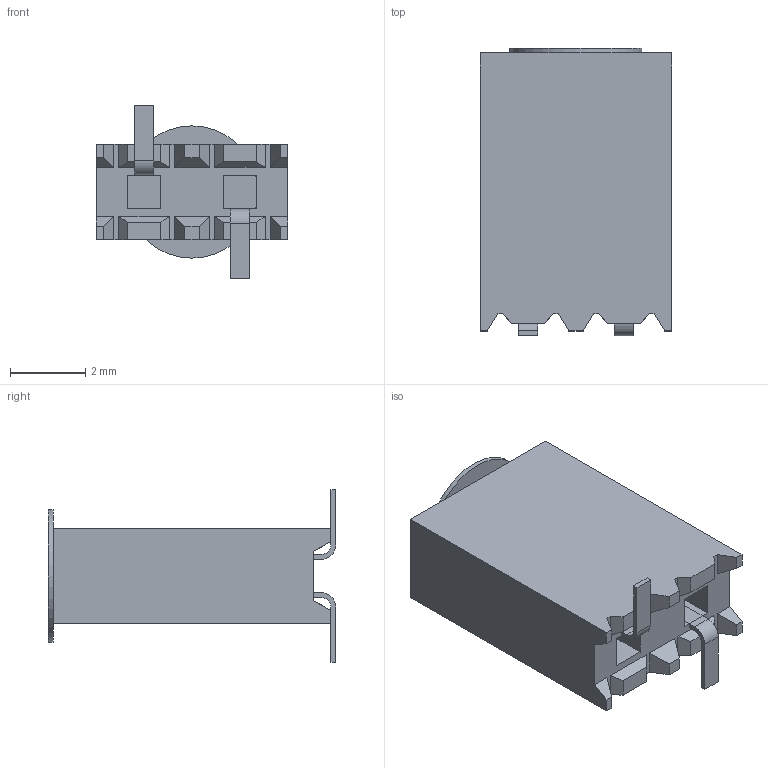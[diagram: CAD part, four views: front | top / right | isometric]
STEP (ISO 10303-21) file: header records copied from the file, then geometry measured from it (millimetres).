
FILE_DESCRIPTION(/* description */ ('STEP AP214'),/* implementation_level */ '2;1');
FILE_NAME(/* name */ 'SSM-102-L-SV-K-TR',/* time_stamp */ '2024-09-26T14:56:12+02:00',/* author */ ('License CC BY-ND 4.0'),/* organization */ ('CADENAS'),/* preprocessor_version */ 'ST-DEVELOPER v19.3',/* originating_system */ 'PARTsolutions',/* authorisation */ ' ');
FILE_SCHEMA (('AUTOMOTIVE_DESIGN {1 0 10303 214 3 1 1}'));
Length unit declared in the file: inch
Products named in the file (4): SSM-102-L-SV-K-TR; SSM-102-L-SV-K-TR_body; C-95-02-L2; SSM-102-SV-KPAD
Assembly tree (3 placements, depth 2):
  SSM-102-L-SV-K-TR
    SSM-102-L-SV-K-TR_body
    C-95-02-L2
    SSM-102-SV-KPAD
Bounding box: 5.08 x 7.62 x 4.57 mm (x, y, z)
Volume: 80.4 mm3; surface area: 222.6 mm2
Topology: 3 solids, 3 shells, 84 faces, 231 edges, 154 vertices
Faces by surface type: plane 79, cylinder 5
Full cylindrical faces by diameter (mm): 3.505 x1
Entity records: 2733 total; most frequent: CARTESIAN_POINT 472, ORIENTED_EDGE 460, DIRECTION 416, EDGE_CURVE 230, LINE 220, VECTOR 220, VERTEX_POINT 154, AXIS2_PLACEMENT_3D 98
